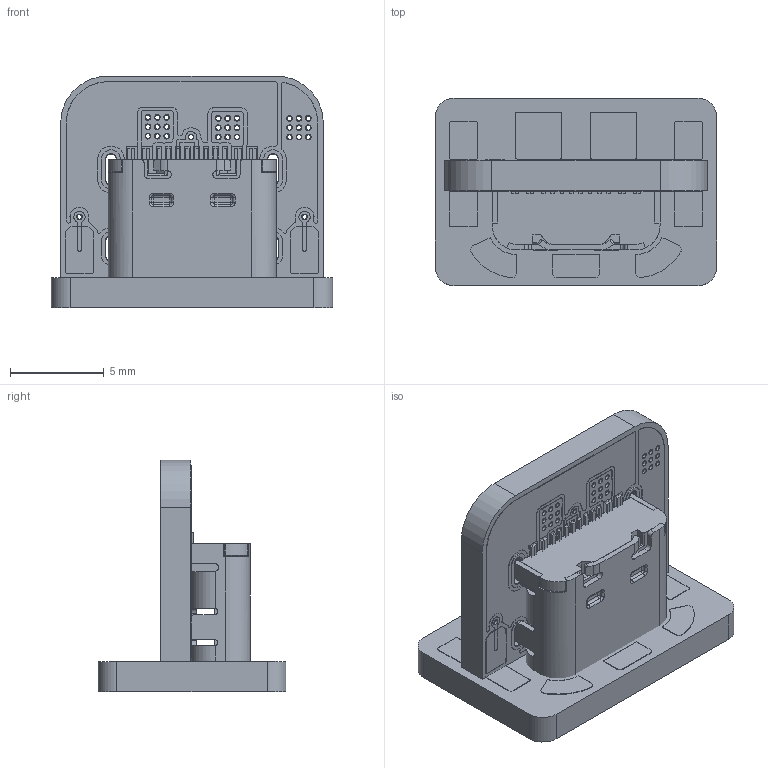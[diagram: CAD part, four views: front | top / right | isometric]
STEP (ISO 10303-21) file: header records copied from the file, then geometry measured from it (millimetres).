
FILE_DESCRIPTION(('KiCad electronic assembly'),'2;1');
FILE_NAME('Example.step','2024-12-15T21:52:26',('Pcbnew'),('Kicad'), 'Open CASCADE STEP processor 7.7','KiCad to STEP converter','Unknown' );
FILE_SCHEMA(('AUTOMOTIVE_DESIGN { 1 0 10303 214 1 1 1 1 }'));
Length unit declared in the file: millimetre
Products named in the file (13): Example 1; VerticalBoardPretty; VerticalBoard v3; _autosave-Example_track_1; _autosave-Example_track_2; _autosave-Example_track_3; _autosave-Example_pad_1; _autosave-Example_pad_2; _autosave-Example_pad_3; _autosave-Example_pad_4; _autosave-Example_pad_5; _autosave-Example_pad_6; _autosave-Example_PCB
Assembly tree (12 placements, depth 3):
  Example 1
    VerticalBoardPretty
      VerticalBoard v3
    _autosave-Example_track_1
    _autosave-Example_track_2
    _autosave-Example_track_3
    _autosave-Example_pad_1
    _autosave-Example_pad_2
    _autosave-Example_pad_3
    _autosave-Example_pad_4
    _autosave-Example_pad_5
    _autosave-Example_pad_6
    _autosave-Example_PCB
Bounding box: 15 x 10 x 12.35 mm (x, y, z)
Volume: 570.5 mm3; surface area: 1922.5 mm2
Topology: 25 solids, 25 shells, 2374 faces, 6423 edges, 4176 vertices
Faces by surface type: plane 1838, cylinder 472, sphere 32, torus 26, cone 6
Full cylindrical faces by diameter (mm): 0.25 x69, 0.3 x102, 0.5 x2, 0.6 x18, 0.65 x2
Entity records: 74275 total; most frequent: CARTESIAN_POINT 12976, ORIENTED_EDGE 12782, DIRECTION 12151, EDGE_CURVE 6391, LINE 5393, VECTOR 5393, VERTEX_POINT 4176, AXIS2_PLACEMENT_3D 3379
